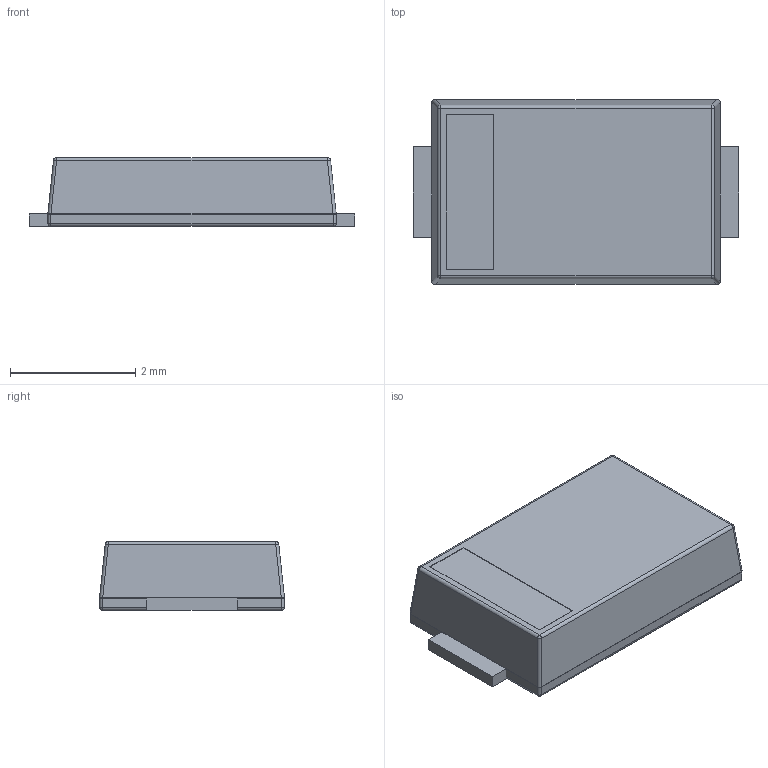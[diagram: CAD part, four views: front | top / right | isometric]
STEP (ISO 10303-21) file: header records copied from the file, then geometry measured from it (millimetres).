
FILE_DESCRIPTION(/* description */ (''),/* implementation_level */ '2;1');
FILE_NAME(/* name */ 'DIODES INC - SMAF.step',/* time_stamp */ '2022-08-10T06:01:09+01:00',/* author */ (''),/* organization */ (''),/* preprocessor_version */ 'ST-DEVELOPER v19',/* originating_system */ 'Autodesk Translation Framework v11.7.0.108',/* authorisation */ '');
FILE_SCHEMA (('AUTOMOTIVE_DESIGN { 1 0 10303 214 3 1 1 }'));
Length unit declared in the file: millimetre
Products named in the file (5): DIODES INC - SMAF; 6309002592; Body; Open CASCADE STEP translator 7.5 15.1.1; lead
Assembly tree (5 placements, depth 4):
  DIODES INC - SMAF
    6309002592
      Body
        Open CASCADE STEP translator 7.5 15.1.1
      lead  x2
Bounding box: 5.2 x 2.95 x 1.1 mm (x, y, z)
Volume: 14.8 mm3; surface area: 49.3 mm2
Topology: 3 solids, 3 shells, 59 faces, 128 edges, 68 vertices
Faces by surface type: plane 27, cylinder 20, sphere 8, bspline 4
Entity records: 1977 total; most frequent: CARTESIAN_POINT 743, DIRECTION 246, ORIENTED_EDGE 216, EDGE_CURVE 108, AXIS2_PLACEMENT_3D 91, LINE 64, VECTOR 64, VERTEX_POINT 60
